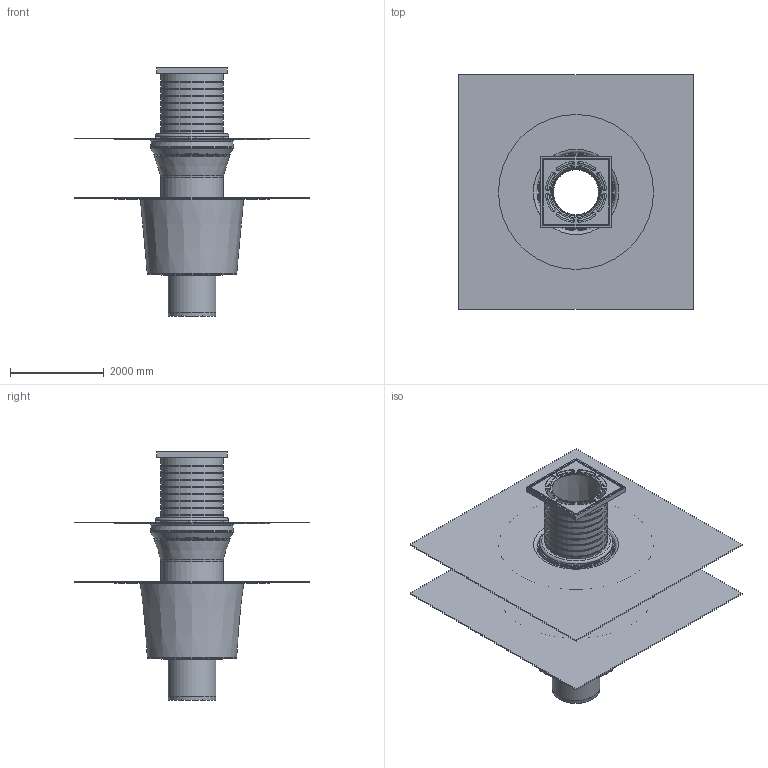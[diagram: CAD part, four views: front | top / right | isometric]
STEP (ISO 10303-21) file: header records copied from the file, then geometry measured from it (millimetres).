
FILE_DESCRIPTION(/* description */ (''),/* implementation_level */ '2;1');
FILE_NAME(/* name */ '16397.100X_3D.stp',/* time_stamp */ '2025-01-06T10:03:09+01:00',/* author */ ('c.rudolph'),/* organization */ (''),/* preprocessor_version */ 'ST-DEVELOPER v20',/* originating_system */ 'AutoCAD Mechanical',/* authorisation */ '');
FILE_SCHEMA (('AUTOMOTIVE_DESIGN { 1 0 10303 214 3 1 1 }'));
Length unit declared in the file: centimetre
Products named in the file (2): Product; *S0
Assembly tree (1 placements, depth 2):
  Product
    *S0
Bounding box: 5000 x 5000 x 5284.45 mm (x, y, z)
Volume: 4326594648.2 mm3; surface area: 227759789.1 mm2
Topology: 17 solids, 19 shells, 460 faces, 1102 edges, 711 vertices
Faces by surface type: plane 162, cylinder 139, torus 87, cone 64, sphere 8
Full cylindrical faces by diameter (mm): 35 x4, 80 x4, 100 x1, 980 x2, 1020 x4, 1040 x1, 1070 x1, 1250 x2, 1280 x2, 1300 x1, 1310 x1, 1320 x8, 1330 x10, 1334 x1, 1400 x1, 1410 x2, 1450 x1, 1460 x4, 1500 x4, 1520 x2, 1550 x1, 1700 x4, 1740 x4, 1770 x2, 1780 x1, 3300 x2
Entity records: 14519 total; most frequent: CARTESIAN_POINT 3181, DIRECTION 2580, ORIENTED_EDGE 2202, EDGE_CURVE 1101, AXIS2_PLACEMENT_3D 1094, VERTEX_POINT 709, CIRCLE 615, EDGE_LOOP 552
